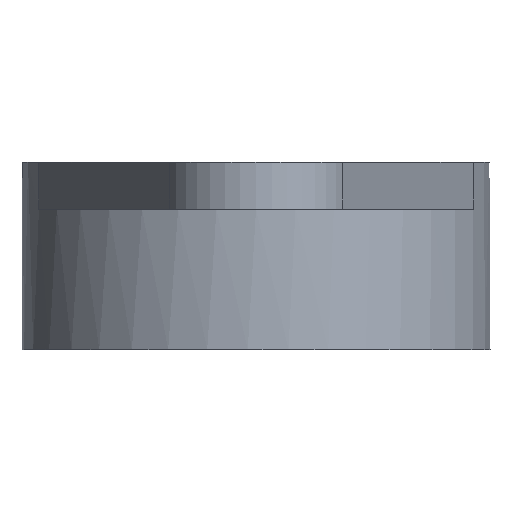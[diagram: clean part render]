
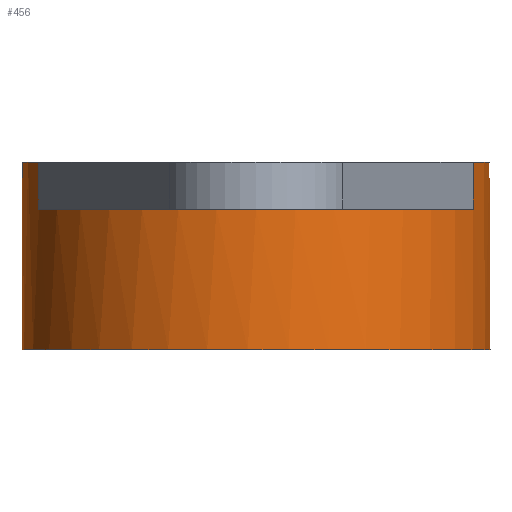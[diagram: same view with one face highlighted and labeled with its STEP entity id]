
A CAD part, front view. The second image highlights one B-rep face of the part: STEP entity #456.
In plain terms, the highlighted cylindrical face has radius 15.875 mm (diameter 31.75 mm), a full revolution.
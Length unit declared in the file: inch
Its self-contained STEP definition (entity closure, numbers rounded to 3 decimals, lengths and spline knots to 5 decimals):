
#183=CARTESIAN_POINT('',(0.57939,-0.23438,-0.125));
#184=VERTEX_POINT('',#183);
#185=CARTESIAN_POINT('',(-0.57939,-0.23438,-0.125));
#186=VERTEX_POINT('',#185);
#187=CARTESIAN_POINT('',(0.0,0.0,-0.125));
#188=DIRECTION('',(0.0,0.0,-1.0));
#189=DIRECTION('',(1.0,0.0,0.0));
#190=AXIS2_PLACEMENT_3D('',#187,#188,#189);
#191=CIRCLE('',#190,0.625);
#192=EDGE_CURVE('',#184,#186,#191,.T.);
#228=CARTESIAN_POINT('',(-0.57939,0.23438,-0.125));
#229=VERTEX_POINT('',#228);
#230=CARTESIAN_POINT('',(0.57939,0.23438,-0.125));
#231=VERTEX_POINT('',#230);
#232=CARTESIAN_POINT('',(0.0,0.0,-0.125));
#233=DIRECTION('',(0.0,0.0,-1.0));
#234=DIRECTION('',(1.0,0.0,0.0));
#235=AXIS2_PLACEMENT_3D('',#232,#233,#234);
#236=CIRCLE('',#235,0.625);
#237=EDGE_CURVE('',#229,#231,#236,.T.);
#273=CARTESIAN_POINT('',(0.57939,-0.23438,-0.5));
#274=VERTEX_POINT('',#273);
#275=CARTESIAN_POINT('',(0.0,0.0,-0.5));
#276=DIRECTION('',(0.0,0.0,-1.0));
#277=DIRECTION('',(1.0,0.0,0.0));
#278=AXIS2_PLACEMENT_3D('',#275,#276,#277);
#279=CIRCLE('',#278,0.625);
#280=EDGE_CURVE('',#274,#274,#279,.T.);
#314=CARTESIAN_POINT('',(0.57939,-0.23438,0.0));
#315=VERTEX_POINT('',#314);
#316=CARTESIAN_POINT('',(0.57939,-0.23438,0.0));
#317=DIRECTION('',(0.0,0.0,-1.0));
#318=VECTOR('',#317,0.125);
#319=LINE('',#316,#318);
#320=EDGE_CURVE('',#315,#184,#319,.T.);
#353=CARTESIAN_POINT('',(0.57939,0.23438,0.0));
#354=VERTEX_POINT('',#353);
#361=CARTESIAN_POINT('',(0.57939,0.23438,0.0));
#362=DIRECTION('',(0.0,0.0,-1.0));
#363=VECTOR('',#362,0.125);
#364=LINE('',#361,#363);
#365=EDGE_CURVE('',#354,#231,#364,.T.);
#401=CARTESIAN_POINT('',(-0.57939,0.23438,0.0));
#402=VERTEX_POINT('',#401);
#403=CARTESIAN_POINT('',(-0.57939,0.23438,0.0));
#404=DIRECTION('',(0.0,0.0,-1.0));
#405=VECTOR('',#404,0.125);
#406=LINE('',#403,#405);
#407=EDGE_CURVE('',#402,#229,#406,.T.);
#419=CARTESIAN_POINT('',(0.0,0.0,0.0));
#420=DIRECTION('',(0.0,0.0,-1.0));
#421=DIRECTION('',(0.927,-0.375,0.0));
#422=AXIS2_PLACEMENT_3D('',#419,#420,#421);
#423=CYLINDRICAL_SURFACE('',#422,0.625);
#424=ORIENTED_EDGE('',*,*,#280,.F.);
#425=EDGE_LOOP('',(#424));
#426=FACE_OUTER_BOUND('',#425,.T.);
#427=ORIENTED_EDGE('',*,*,#192,.T.);
#428=CARTESIAN_POINT('',(-0.57939,-0.23438,0.0));
#429=VERTEX_POINT('',#428);
#430=CARTESIAN_POINT('',(-0.57939,-0.23438,0.0));
#431=DIRECTION('',(0.0,0.0,-1.0));
#432=VECTOR('',#431,0.125);
#433=LINE('',#430,#432);
#434=EDGE_CURVE('',#429,#186,#433,.T.);
#435=ORIENTED_EDGE('',*,*,#434,.F.);
#436=CARTESIAN_POINT('',(0.0,0.0,0.0));
#437=DIRECTION('',(0.0,0.0,-1.0));
#438=DIRECTION('',(0.927,-0.375,0.0));
#439=AXIS2_PLACEMENT_3D('',#436,#437,#438);
#440=CIRCLE('',#439,0.625);
#441=EDGE_CURVE('',#429,#402,#440,.T.);
#442=ORIENTED_EDGE('',*,*,#441,.T.);
#443=ORIENTED_EDGE('',*,*,#407,.T.);
#444=ORIENTED_EDGE('',*,*,#237,.T.);
#445=ORIENTED_EDGE('',*,*,#365,.F.);
#446=CARTESIAN_POINT('',(0.0,0.0,0.0));
#447=DIRECTION('',(0.0,0.0,-1.0));
#448=DIRECTION('',(-0.927,0.375,0.0));
#449=AXIS2_PLACEMENT_3D('',#446,#447,#448);
#450=CIRCLE('',#449,0.625);
#451=EDGE_CURVE('',#354,#315,#450,.T.);
#452=ORIENTED_EDGE('',*,*,#451,.T.);
#453=ORIENTED_EDGE('',*,*,#320,.T.);
#454=EDGE_LOOP('',(#427,#435,#442,#443,#444,#445,#452,#453));
#455=FACE_BOUND('',#454,.T.);
#456=ADVANCED_FACE('',(#426,#455),#423,.T.);
